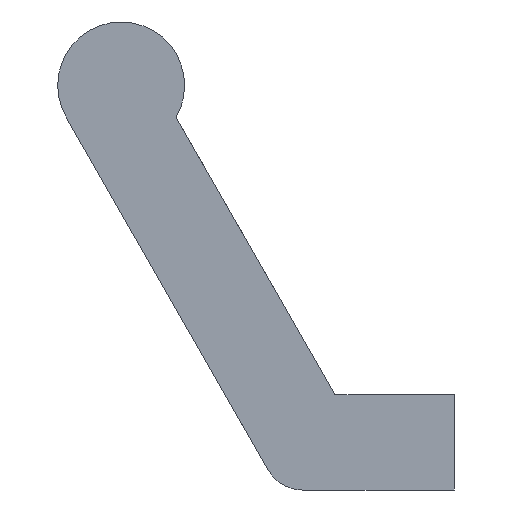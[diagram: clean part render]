
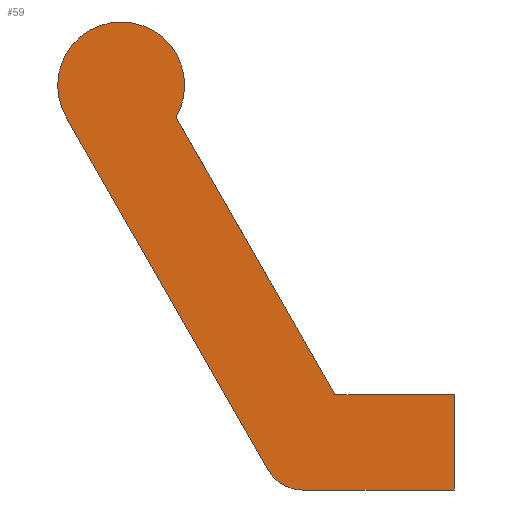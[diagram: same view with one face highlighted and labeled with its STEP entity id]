
A CAD part, left-side view. The second image highlights one B-rep face of the part: STEP entity #59.
In plain terms, the highlighted planar face has unit normal (-1, 0, 0).
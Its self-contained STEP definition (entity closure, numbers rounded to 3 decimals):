
#59 = ADVANCED_FACE( '', ( #125 ), #126, .F. );
#125 = FACE_OUTER_BOUND( '', #199, .T. );
#126 = PLANE( '', #200 );
#199 = EDGE_LOOP( '', ( #307, #308, #309, #310, #311, #312, #313 ) );
#200 = AXIS2_PLACEMENT_3D( '', #314, #315, #316 );
#307 = ORIENTED_EDGE( '', *, *, #400, .F. );
#308 = ORIENTED_EDGE( '', *, *, #422, .F. );
#309 = ORIENTED_EDGE( '', *, *, #431, .F. );
#310 = ORIENTED_EDGE( '', *, *, #432, .F. );
#311 = ORIENTED_EDGE( '', *, *, #433, .F. );
#312 = ORIENTED_EDGE( '', *, *, #434, .F. );
#313 = ORIENTED_EDGE( '', *, *, #405, .F. );
#314 = CARTESIAN_POINT( '', ( 0., 42., 45. ) );
#315 = DIRECTION( '', ( 1., 0., 0. ) );
#316 = DIRECTION( '', ( 0., 0., -1. ) );
#400 = EDGE_CURVE( '', #464, #465, #466, .T. );
#405 = EDGE_CURVE( '', #465, #473, #474, .T. );
#422 = EDGE_CURVE( '', #500, #464, #501, .T. );
#431 = EDGE_CURVE( '', #513, #500, #514, .T. );
#432 = EDGE_CURVE( '', #515, #513, #516, .T. );
#433 = EDGE_CURVE( '', #517, #515, #518, .T. );
#434 = EDGE_CURVE( '', #473, #517, #519, .T. );
#464 = VERTEX_POINT( '', #552 );
#465 = VERTEX_POINT( '', #553 );
#466 = LINE( '', #554, #555 );
#473 = VERTEX_POINT( '', #565 );
#474 = CIRCLE( '', #566, 8. );
#500 = VERTEX_POINT( '', #600 );
#501 = CIRCLE( '', #601, 5. );
#513 = VERTEX_POINT( '', #615 );
#514 = LINE( '', #616, #617 );
#515 = VERTEX_POINT( '', #618 );
#516 = LINE( '', #619, #620 );
#517 = VERTEX_POINT( '', #621 );
#518 = LINE( '', #622, #623 );
#519 = LINE( '', #624, #625 );
#552 = CARTESIAN_POINT( '', ( 0., 23.441, -3.486 ) );
#553 = CARTESIAN_POINT( '', ( 0., 48.941, 41.023 ) );
#554 = CARTESIAN_POINT( '', ( 0., 23.441, -3.486 ) );
#555 = VECTOR( '', #660, 1000. );
#565 = CARTESIAN_POINT( '', ( 0., 35.085, 40.977 ) );
#566 = AXIS2_PLACEMENT_3D( '', #664, #665, #666 );
#600 = CARTESIAN_POINT( '', ( 0., 19.102, -6. ) );
#601 = AXIS2_PLACEMENT_3D( '', #687, #688, #689 );
#615 = CARTESIAN_POINT( '', ( 0., 0., -6. ) );
#616 = CARTESIAN_POINT( '', ( 0., 0., -6. ) );
#617 = VECTOR( '', #701, 1000. );
#618 = CARTESIAN_POINT( '', ( 0., 0., 6. ) );
#619 = CARTESIAN_POINT( '', ( 0., 0., 6. ) );
#620 = VECTOR( '', #702, 1000. );
#621 = CARTESIAN_POINT( '', ( 0., 15.045, 6. ) );
#622 = CARTESIAN_POINT( '', ( 0., 15.045, 6. ) );
#623 = VECTOR( '', #703, 1000. );
#624 = CARTESIAN_POINT( '', ( 0., 35.085, 40.977 ) );
#625 = VECTOR( '', #704, 1000. );
#660 = DIRECTION( '', ( 0., 0.497, 0.868 ) );
#664 = CARTESIAN_POINT( '', ( 0., 42., 45. ) );
#665 = DIRECTION( '', ( 1., 0., 0. ) );
#666 = DIRECTION( '', ( 0., 0., -1. ) );
#687 = CARTESIAN_POINT( '', ( 0., 19.102, -1. ) );
#688 = DIRECTION( '', ( 1., 0., 0. ) );
#689 = DIRECTION( '', ( 0., 0., -1. ) );
#701 = DIRECTION( '', ( 0., 1., 0. ) );
#702 = DIRECTION( '', ( 0., 0., -1. ) );
#703 = DIRECTION( '', ( 0., -1., 0. ) );
#704 = DIRECTION( '', ( 0., -0.497, -0.868 ) );
